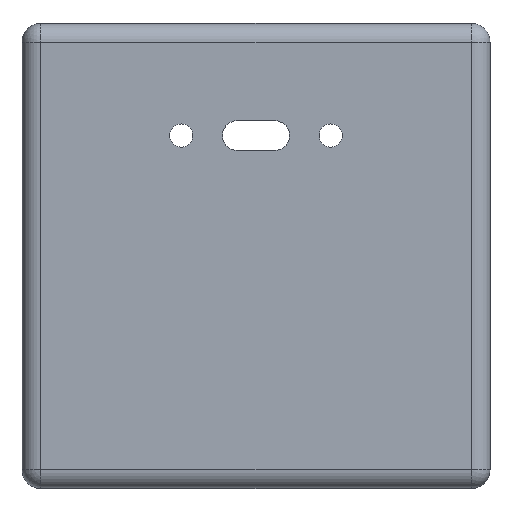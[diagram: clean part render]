
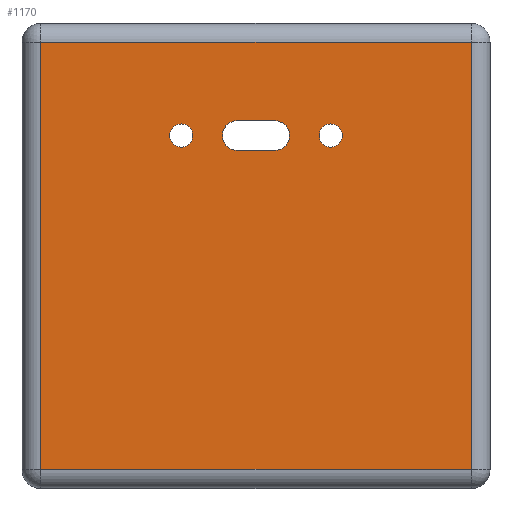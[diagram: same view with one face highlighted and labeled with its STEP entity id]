
A CAD part, top view. The second image highlights one B-rep face of the part: STEP entity #1170.
In plain terms, the highlighted planar face has unit normal (0, 0, 1).
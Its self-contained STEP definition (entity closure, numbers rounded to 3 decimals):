
#23=FACE_BOUND('',#263,.T.);
#24=FACE_BOUND('',#264,.T.);
#25=FACE_BOUND('',#265,.T.);
#95=CIRCLE('',#1299,2.);
#96=CIRCLE('',#1300,2.);
#97=CIRCLE('',#1301,1.55);
#98=CIRCLE('',#1302,1.55);
#190=FACE_OUTER_BOUND('',#262,.T.);
#262=EDGE_LOOP('',(#963,#964,#965,#966));
#263=EDGE_LOOP('',(#967,#968,#969,#970));
#264=EDGE_LOOP('',(#971));
#265=EDGE_LOOP('',(#972));
#355=LINE('',#2015,#441);
#358=LINE('',#2030,#444);
#360=LINE('',#2033,#446);
#362=LINE('',#2036,#448);
#368=LINE('',#2047,#454);
#369=LINE('',#2051,#455);
#441=VECTOR('',#1556,10.);
#444=VECTOR('',#1573,10.);
#446=VECTOR('',#1577,10.);
#448=VECTOR('',#1581,10.);
#454=VECTOR('',#1593,10.);
#455=VECTOR('',#1596,10.);
#537=VERTEX_POINT('',#1982);
#541=VERTEX_POINT('',#1993);
#546=VERTEX_POINT('',#2006);
#549=VERTEX_POINT('',#2018);
#553=VERTEX_POINT('',#2045);
#554=VERTEX_POINT('',#2046);
#555=VERTEX_POINT('',#2048);
#556=VERTEX_POINT('',#2050);
#557=VERTEX_POINT('',#2053);
#558=VERTEX_POINT('',#2055);
#688=EDGE_CURVE('',#537,#546,#355,.T.);
#695=EDGE_CURVE('',#546,#549,#358,.T.);
#697=EDGE_CURVE('',#549,#541,#360,.T.);
#699=EDGE_CURVE('',#541,#537,#362,.T.);
#705=EDGE_CURVE('',#553,#554,#368,.T.);
#706=EDGE_CURVE('',#555,#553,#95,.T.);
#707=EDGE_CURVE('',#556,#555,#369,.T.);
#708=EDGE_CURVE('',#554,#556,#96,.T.);
#709=EDGE_CURVE('',#557,#557,#97,.T.);
#710=EDGE_CURVE('',#558,#558,#98,.T.);
#963=ORIENTED_EDGE('',*,*,#688,.F.);
#964=ORIENTED_EDGE('',*,*,#699,.F.);
#965=ORIENTED_EDGE('',*,*,#697,.F.);
#966=ORIENTED_EDGE('',*,*,#695,.F.);
#967=ORIENTED_EDGE('',*,*,#705,.F.);
#968=ORIENTED_EDGE('',*,*,#706,.F.);
#969=ORIENTED_EDGE('',*,*,#707,.F.);
#970=ORIENTED_EDGE('',*,*,#708,.F.);
#971=ORIENTED_EDGE('',*,*,#709,.F.);
#972=ORIENTED_EDGE('',*,*,#710,.F.);
#1116=PLANE('',#1298);
#1170=ADVANCED_FACE('',(#190,#23,#24,#25),#1116,.T.);
#1298=AXIS2_PLACEMENT_3D('',#2044,#1591,#1592);
#1299=AXIS2_PLACEMENT_3D('',#2049,#1594,#1595);
#1300=AXIS2_PLACEMENT_3D('',#2052,#1597,#1598);
#1301=AXIS2_PLACEMENT_3D('',#2054,#1599,#1600);
#1302=AXIS2_PLACEMENT_3D('',#2056,#1601,#1602);
#1556=DIRECTION('',(0.,-1.,0.));
#1573=DIRECTION('',(-1.,0.,0.));
#1577=DIRECTION('',(0.,1.,0.));
#1581=DIRECTION('',(1.,0.,0.));
#1591=DIRECTION('center_axis',(0.,0.,1.));
#1592=DIRECTION('ref_axis',(1.,0.,0.));
#1593=DIRECTION('',(1.,0.,0.));
#1594=DIRECTION('center_axis',(0.,0.,1.));
#1595=DIRECTION('ref_axis',(0.,1.,0.));
#1596=DIRECTION('',(-1.,0.,0.));
#1597=DIRECTION('center_axis',(0.,0.,1.));
#1598=DIRECTION('ref_axis',(0.,-1.,0.));
#1599=DIRECTION('center_axis',(0.,0.,1.));
#1600=DIRECTION('ref_axis',(1.,0.,0.));
#1601=DIRECTION('center_axis',(0.,0.,1.));
#1602=DIRECTION('ref_axis',(1.,0.,0.));
#1982=CARTESIAN_POINT('',(56.367,57.38,30.));
#1993=CARTESIAN_POINT('',(-1.243,57.38,30.));
#2006=CARTESIAN_POINT('',(56.367,0.2,30.));
#2015=CARTESIAN_POINT('',(56.367,13.245,30.));
#2018=CARTESIAN_POINT('',(-1.243,0.2,30.));
#2030=CARTESIAN_POINT('',(11.909,0.2,30.));
#2033=CARTESIAN_POINT('',(-1.243,44.335,30.));
#2036=CARTESIAN_POINT('',(43.214,57.38,30.));
#2044=CARTESIAN_POINT('Origin',(27.562,28.79,30.));
#2045=CARTESIAN_POINT('',(25.062,42.88,30.));
#2046=CARTESIAN_POINT('',(30.062,42.88,30.));
#2047=CARTESIAN_POINT('',(28.812,42.88,30.));
#2048=CARTESIAN_POINT('',(25.062,46.88,30.));
#2049=CARTESIAN_POINT('Origin',(25.062,44.88,30.));
#2050=CARTESIAN_POINT('',(30.062,46.88,30.));
#2051=CARTESIAN_POINT('',(26.312,46.88,30.));
#2052=CARTESIAN_POINT('Origin',(30.062,44.88,30.));
#2053=CARTESIAN_POINT('',(36.012,44.88,30.));
#2054=CARTESIAN_POINT('Origin',(37.562,44.88,30.));
#2055=CARTESIAN_POINT('',(16.012,44.88,30.));
#2056=CARTESIAN_POINT('Origin',(17.562,44.88,30.));
